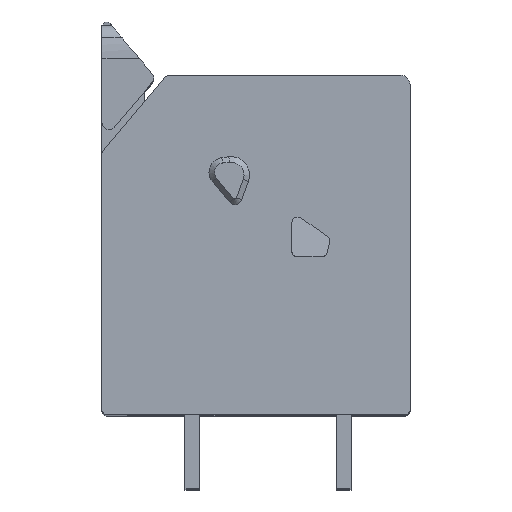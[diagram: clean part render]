
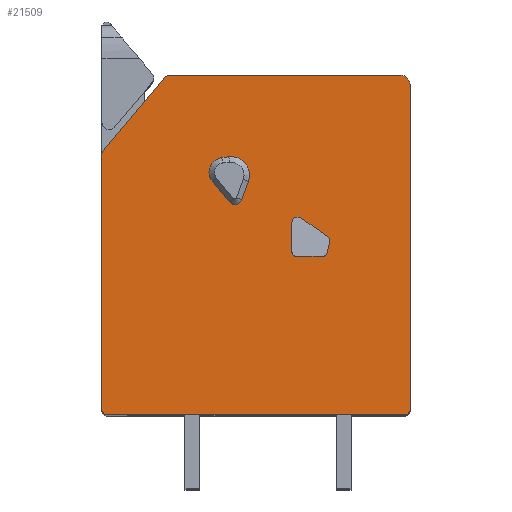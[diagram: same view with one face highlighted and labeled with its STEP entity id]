
A CAD part, top view. The second image highlights one B-rep face of the part: STEP entity #21509.
In plain terms, the highlighted planar face has unit normal (0, 0, 1).
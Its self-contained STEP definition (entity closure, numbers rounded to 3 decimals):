
#228=PLANE('',#22754);
#739=CIRCLE('',#22277,0.3);
#851=CIRCLE('',#22493,0.3);
#960=CIRCLE('',#22670,0.3);
#961=CIRCLE('',#22673,0.3);
#963=CIRCLE('',#22677,0.5);
#1037=CIRCLE('',#22753,0.3);
#1038=CIRCLE('',#22755,0.2);
#1039=CIRCLE('',#22756,0.2);
#1040=CIRCLE('',#22757,0.3);
#1041=CIRCLE('',#22758,0.3);
#1042=CIRCLE('',#22759,1.);
#1043=CIRCLE('',#22760,0.4);
#1044=CIRCLE('',#22761,0.8);
#2612=ORIENTED_EDGE('',*,*,#7094,.F.);
#2613=ORIENTED_EDGE('',*,*,#7095,.F.);
#2614=ORIENTED_EDGE('',*,*,#7096,.F.);
#2615=ORIENTED_EDGE('',*,*,#7097,.F.);
#2616=ORIENTED_EDGE('',*,*,#6023,.F.);
#2617=ORIENTED_EDGE('',*,*,#7098,.T.);
#2618=ORIENTED_EDGE('',*,*,#7099,.F.);
#2619=ORIENTED_EDGE('',*,*,#7100,.F.);
#2620=ORIENTED_EDGE('',*,*,#7101,.F.);
#2621=ORIENTED_EDGE('',*,*,#7102,.F.);
#2622=ORIENTED_EDGE('',*,*,#7103,.F.);
#2623=ORIENTED_EDGE('',*,*,#7104,.F.);
#2624=ORIENTED_EDGE('',*,*,#7105,.F.);
#2625=ORIENTED_EDGE('',*,*,#7106,.F.);
#2626=ORIENTED_EDGE('',*,*,#7107,.F.);
#2627=ORIENTED_EDGE('',*,*,#7108,.F.);
#2628=ORIENTED_EDGE('',*,*,#6406,.T.);
#2629=ORIENTED_EDGE('',*,*,#6475,.T.);
#2630=ORIENTED_EDGE('',*,*,#6877,.T.);
#2631=ORIENTED_EDGE('',*,*,#6896,.T.);
#2632=ORIENTED_EDGE('',*,*,#6898,.T.);
#2633=ORIENTED_EDGE('',*,*,#6932,.T.);
#2634=ORIENTED_EDGE('',*,*,#6936,.T.);
#2635=ORIENTED_EDGE('',*,*,#7091,.T.);
#2636=ORIENTED_EDGE('',*,*,#7093,.T.);
#2637=ORIENTED_EDGE('',*,*,#6519,.T.);
#6023=EDGE_CURVE('',#8337,#8335,#739,.T.);
#6406=EDGE_CURVE('',#8681,#8680,#851,.T.);
#6475=EDGE_CURVE('',#8680,#8747,#10059,.T.);
#6519=EDGE_CURVE('',#8779,#8681,#10097,.T.);
#6877=EDGE_CURVE('',#8747,#9093,#960,.T.);
#6896=EDGE_CURVE('',#9093,#9102,#10349,.T.);
#6898=EDGE_CURVE('',#9102,#9103,#961,.T.);
#6932=EDGE_CURVE('',#9103,#9121,#10377,.T.);
#6936=EDGE_CURVE('',#9121,#9123,#963,.T.);
#7091=EDGE_CURVE('',#9123,#9277,#10461,.T.);
#7093=EDGE_CURVE('',#9277,#8779,#1037,.T.);
#7094=EDGE_CURVE('',#9278,#9279,#1038,.T.);
#7095=EDGE_CURVE('',#9280,#9278,#10462,.T.);
#7096=EDGE_CURVE('',#9281,#9280,#1039,.T.);
#7097=EDGE_CURVE('',#8335,#9281,#10463,.T.);
#7098=EDGE_CURVE('',#8337,#9282,#10464,.T.);
#7099=EDGE_CURVE('',#9283,#9282,#1040,.T.);
#7100=EDGE_CURVE('',#9284,#9283,#10465,.T.);
#7101=EDGE_CURVE('',#9285,#9284,#1041,.T.);
#7102=EDGE_CURVE('',#9279,#9285,#10466,.T.);
#7103=EDGE_CURVE('',#9286,#9287,#10467,.T.);
#7104=EDGE_CURVE('',#9288,#9286,#1042,.T.);
#7105=EDGE_CURVE('',#9289,#9288,#10468,.T.);
#7106=EDGE_CURVE('',#9290,#9289,#1043,.T.);
#7107=EDGE_CURVE('',#9291,#9290,#10469,.T.);
#7108=EDGE_CURVE('',#9287,#9291,#1044,.T.);
#8335=VERTEX_POINT('',#28473);
#8337=VERTEX_POINT('',#28477);
#8680=VERTEX_POINT('',#29355);
#8681=VERTEX_POINT('',#29357);
#8747=VERTEX_POINT('',#29492);
#8779=VERTEX_POINT('',#29570);
#9093=VERTEX_POINT('',#30451);
#9102=VERTEX_POINT('',#30480);
#9103=VERTEX_POINT('',#30484);
#9121=VERTEX_POINT('',#30579);
#9123=VERTEX_POINT('',#30592);
#9277=VERTEX_POINT('',#30902);
#9278=VERTEX_POINT('',#30909);
#9279=VERTEX_POINT('',#30910);
#9280=VERTEX_POINT('',#30912);
#9281=VERTEX_POINT('',#30914);
#9282=VERTEX_POINT('',#30917);
#9283=VERTEX_POINT('',#30919);
#9284=VERTEX_POINT('',#30921);
#9285=VERTEX_POINT('',#30923);
#9286=VERTEX_POINT('',#30926);
#9287=VERTEX_POINT('',#30927);
#9288=VERTEX_POINT('',#30929);
#9289=VERTEX_POINT('',#30931);
#9290=VERTEX_POINT('',#30933);
#9291=VERTEX_POINT('',#30935);
#10059=LINE('',#29493,#11616);
#10097=LINE('',#29569,#11654);
#10349=LINE('',#30481,#11906);
#10377=LINE('',#30580,#11934);
#10461=LINE('',#30903,#12018);
#10462=LINE('',#30911,#12019);
#10463=LINE('',#30915,#12020);
#10464=LINE('',#30916,#12021);
#10465=LINE('',#30920,#12022);
#10466=LINE('',#30924,#12023);
#10467=LINE('',#30925,#12024);
#10468=LINE('',#30930,#12025);
#10469=LINE('',#30934,#12026);
#11616=VECTOR('',#24549,1000.);
#11654=VECTOR('',#24601,1000.);
#11906=VECTOR('',#25141,1000.);
#11934=VECTOR('',#25175,1000.);
#12018=VECTOR('',#25411,1000.);
#12019=VECTOR('',#25422,1000.);
#12020=VECTOR('',#25425,1000.);
#12021=VECTOR('',#25426,1000.);
#12022=VECTOR('',#25429,1000.);
#12023=VECTOR('',#25432,1000.);
#12024=VECTOR('',#25433,1000.);
#12025=VECTOR('',#25436,1000.);
#12026=VECTOR('',#25439,1000.);
#13109=EDGE_LOOP('',(#2612,#2613,#2614,#2615,#2616,#2617,#2618,#2619,#2620,
#2621));
#13110=EDGE_LOOP('',(#2622,#2623,#2624,#2625,#2626,#2627));
#13111=EDGE_LOOP('',(#2628,#2629,#2630,#2631,#2632,#2633,#2634,#2635,#2636,
#2637));
#14067=FACE_BOUND('',#13109,.T.);
#14068=FACE_BOUND('',#13110,.T.);
#14069=FACE_BOUND('',#13111,.T.);
#21509=ADVANCED_FACE('',(#14067,#14068,#14069),#228,.T.);
#22277=AXIS2_PLACEMENT_3D('',#28478,#23828,#23829);
#22493=AXIS2_PLACEMENT_3D('',#29356,#24451,#24452);
#22670=AXIS2_PLACEMENT_3D('',#30452,#25119,#25120);
#22673=AXIS2_PLACEMENT_3D('',#30485,#25145,#25146);
#22677=AXIS2_PLACEMENT_3D('',#30593,#25181,#25182);
#22753=AXIS2_PLACEMENT_3D('',#30906,#25416,#25417);
#22754=AXIS2_PLACEMENT_3D('',#30907,#25418,#25419);
#22755=AXIS2_PLACEMENT_3D('',#30908,#25420,#25421);
#22756=AXIS2_PLACEMENT_3D('',#30913,#25423,#25424);
#22757=AXIS2_PLACEMENT_3D('',#30918,#25427,#25428);
#22758=AXIS2_PLACEMENT_3D('',#30922,#25430,#25431);
#22759=AXIS2_PLACEMENT_3D('',#30928,#25434,#25435);
#22760=AXIS2_PLACEMENT_3D('',#30932,#25437,#25438);
#22761=AXIS2_PLACEMENT_3D('',#30936,#25440,#25441);
#23828=DIRECTION('',(0.,0.,1.));
#23829=DIRECTION('',(1.,0.,0.));
#24451=DIRECTION('',(0.,0.,1.));
#24452=DIRECTION('',(1.,0.,0.));
#24549=DIRECTION('',(0.,-1.,0.));
#24601=DIRECTION('',(-0.643,-0.766,0.));
#25119=DIRECTION('',(0.,0.,1.));
#25120=DIRECTION('',(1.,0.,0.));
#25141=DIRECTION('',(1.,0.,0.));
#25145=DIRECTION('',(0.,0.,1.));
#25146=DIRECTION('',(1.,0.,0.));
#25175=DIRECTION('',(0.,1.,0.));
#25181=DIRECTION('',(0.,0.,1.));
#25182=DIRECTION('',(1.,0.,0.));
#25411=DIRECTION('',(-1.,0.,0.));
#25416=DIRECTION('',(0.,0.,1.));
#25417=DIRECTION('',(1.,0.,0.));
#25418=DIRECTION('',(0.,0.,1.));
#25419=DIRECTION('',(1.,0.,0.));
#25420=DIRECTION('',(0.,0.,1.));
#25421=DIRECTION('',(1.,0.,0.));
#25422=DIRECTION('',(1.,0.,0.));
#25423=DIRECTION('',(0.,0.,1.));
#25424=DIRECTION('',(1.,0.,0.));
#25425=DIRECTION('',(0.,-1.,0.));
#25426=DIRECTION('',(1.,0.,0.));
#25427=DIRECTION('',(0.,0.,1.));
#25428=DIRECTION('',(1.,0.,0.));
#25429=DIRECTION('',(-0.819,0.574,0.));
#25430=DIRECTION('',(0.,0.,1.));
#25431=DIRECTION('',(1.,0.,0.));
#25432=DIRECTION('',(0.259,0.966,0.));
#25433=DIRECTION('',(-0.992,-0.128,0.));
#25434=DIRECTION('',(0.,0.,1.));
#25435=DIRECTION('',(1.,0.,0.));
#25436=DIRECTION('',(0.343,0.939,0.));
#25437=DIRECTION('',(0.,0.,1.));
#25438=DIRECTION('',(1.,0.,0.));
#25439=DIRECTION('',(0.638,-0.77,0.));
#25440=DIRECTION('',(0.,0.,1.));
#25441=DIRECTION('',(1.,0.,0.));
#28473=CARTESIAN_POINT('',(-2.8,10.444,40.));
#28477=CARTESIAN_POINT('',(-2.657,10.7,40.));
#28478=CARTESIAN_POINT('',(-2.5,10.444,40.));
#29355=CARTESIAN_POINT('',(-13.1,14.12,40.));
#29356=CARTESIAN_POINT('',(-12.8,14.12,40.));
#29357=CARTESIAN_POINT('',(-13.03,14.313,40.));
#29492=CARTESIAN_POINT('',(-13.1,0.3,40.));
#29493=CARTESIAN_POINT('',(-13.1,14.12,40.));
#29569=CARTESIAN_POINT('',(-9.69,18.293,40.));
#29570=CARTESIAN_POINT('',(-9.69,18.293,40.));
#30451=CARTESIAN_POINT('',(-12.8,0.,40.));
#30452=CARTESIAN_POINT('',(-12.8,0.3,40.));
#30480=CARTESIAN_POINT('',(3.3,0.,40.));
#30481=CARTESIAN_POINT('',(-12.8,0.,40.));
#30484=CARTESIAN_POINT('',(3.6,0.3,40.));
#30485=CARTESIAN_POINT('',(3.3,0.3,40.));
#30579=CARTESIAN_POINT('',(3.6,17.9,40.));
#30580=CARTESIAN_POINT('',(3.6,0.3,40.));
#30592=CARTESIAN_POINT('',(3.1,18.4,40.));
#30593=CARTESIAN_POINT('',(3.1,17.9,40.));
#30902=CARTESIAN_POINT('',(-9.46,18.4,40.));
#30903=CARTESIAN_POINT('',(3.1,18.4,40.));
#30906=CARTESIAN_POINT('',(-9.46,18.1,40.));
#30907=CARTESIAN_POINT('',(-12.8,14.12,40.));
#30908=CARTESIAN_POINT('',(-1.108,8.8,40.));
#30909=CARTESIAN_POINT('',(-1.108,8.6,40.));
#30910=CARTESIAN_POINT('',(-0.915,8.748,40.));
#30911=CARTESIAN_POINT('',(-2.6,8.6,40.));
#30912=CARTESIAN_POINT('',(-2.6,8.6,40.));
#30913=CARTESIAN_POINT('',(-2.6,8.8,40.));
#30914=CARTESIAN_POINT('',(-2.8,8.8,40.));
#30915=CARTESIAN_POINT('',(-2.8,10.444,40.));
#30916=CARTESIAN_POINT('',(-3.,10.7,40.));
#30917=CARTESIAN_POINT('',(-2.343,10.7,40.));
#30918=CARTESIAN_POINT('',(-2.5,10.444,40.));
#30919=CARTESIAN_POINT('',(-2.328,10.69,40.));
#30920=CARTESIAN_POINT('',(-0.872,9.67,40.));
#30921=CARTESIAN_POINT('',(-0.872,9.67,40.));
#30922=CARTESIAN_POINT('',(-1.044,9.425,40.));
#30923=CARTESIAN_POINT('',(-0.754,9.347,40.));
#30924=CARTESIAN_POINT('',(-0.915,8.748,40.));
#30925=CARTESIAN_POINT('',(-6.228,13.992,40.));
#30926=CARTESIAN_POINT('',(-6.228,13.992,40.));
#30927=CARTESIAN_POINT('',(-6.602,13.943,40.));
#30928=CARTESIAN_POINT('',(-6.1,13.,40.));
#30929=CARTESIAN_POINT('',(-5.161,12.657,40.));
#30930=CARTESIAN_POINT('',(-5.524,11.663,40.));
#30931=CARTESIAN_POINT('',(-5.524,11.663,40.));
#30932=CARTESIAN_POINT('',(-5.9,11.8,40.));
#30933=CARTESIAN_POINT('',(-6.208,11.545,40.));
#30934=CARTESIAN_POINT('',(-7.116,12.639,40.));
#30935=CARTESIAN_POINT('',(-7.116,12.639,40.));
#30936=CARTESIAN_POINT('',(-6.5,13.15,40.));
